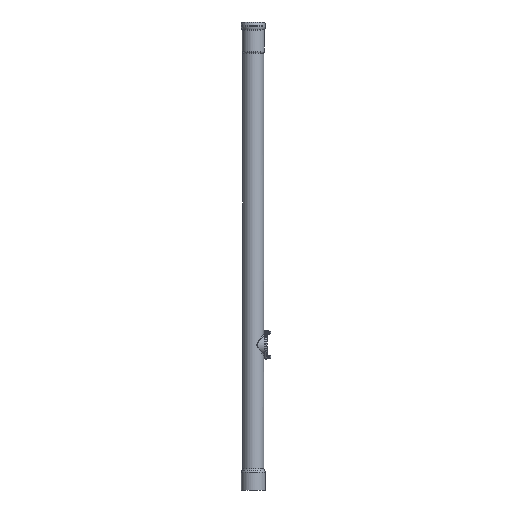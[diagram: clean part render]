
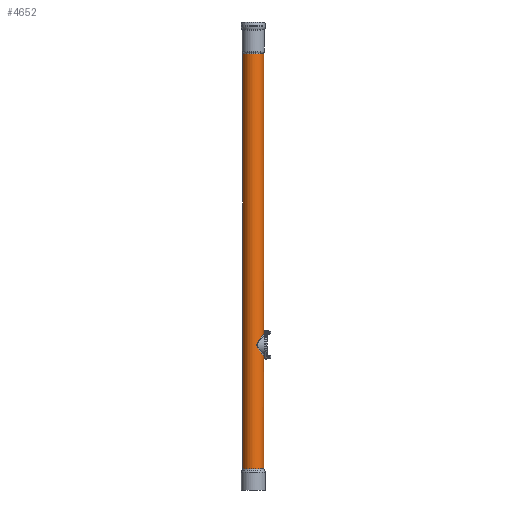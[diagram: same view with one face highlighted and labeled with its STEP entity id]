
A CAD part, left-side view. The second image highlights one B-rep face of the part: STEP entity #4652.
In plain terms, the highlighted cylindrical face has radius 445 mm (diameter 890 mm), a partial arc.
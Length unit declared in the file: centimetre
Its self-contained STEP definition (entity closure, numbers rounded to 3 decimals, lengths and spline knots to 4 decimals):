
#341=CYLINDRICAL_SURFACE('',#5232,44.5);
#407=B_SPLINE_CURVE_WITH_KNOTS('',3,(#23898,#23899,#23900,#23901,#23902,
#23903,#23904,#23905,#23906,#23907,#23908,#23909,#23910,#23911,#23912,#23913,
#23914,#23915,#23916,#23917,#23918,#23919,#23920,#23921,#23922,#23923,#23924,
#23925,#23926,#23927,#23928,#23929,#23930,#23931,#23932,#23933,#23934),
 .UNSPECIFIED.,.F.,.F.,(4,1,1,1,1,1,1,1,1,1,1,1,1,1,1,1,1,1,1,1,1,1,1,1,
1,1,1,1,1,1,1,1,1,1,4),(-214.8717,-209.7573,-205.9203,
-204.6413,-197.8199,-190.9985,-189.2932,-184.1771,
-177.3558,-170.5344,-168.829,-163.713,
-160.3023,-156.8916,-153.4809,-150.0703,
-147.7965,-145.5227,-143.2489,-140.9751,
-138.7013,-136.4275,-134.1537,-131.8799,-129.6061,
-126.1954,-122.7848,-115.9634,-109.142,
-102.3206,-95.4993,-88.6779,-81.8565,
-75.0351,-71.6217),.UNSPECIFIED.);
#668=FACE_OUTER_BOUND('',#966,.T.);
#966=EDGE_LOOP('',(#4161,#4162,#4163,#4164,#4165,#4166,#4167,#4168,#4169,
#4170,#4171,#4172,#4173));
#1296=CIRCLE('',#5233,44.5);
#1297=CIRCLE('',#5234,44.5);
#1298=CIRCLE('',#5235,44.5);
#1569=LINE('',#23875,#1805);
#1570=LINE('',#23877,#1806);
#1571=LINE('',#23879,#1807);
#1572=LINE('',#23885,#1808);
#1573=LINE('',#23887,#1809);
#1574=LINE('',#23891,#1810);
#1575=LINE('',#23893,#1811);
#1576=LINE('',#23895,#1812);
#1577=LINE('',#23897,#1813);
#1805=VECTOR('',#6611,44.5);
#1806=VECTOR('',#6612,1.);
#1807=VECTOR('',#6613,44.5);
#1808=VECTOR('',#6618,44.5);
#1809=VECTOR('',#6619,1.);
#1810=VECTOR('',#6622,1.);
#1811=VECTOR('',#6623,44.5);
#1812=VECTOR('',#6624,1.);
#1813=VECTOR('',#6625,44.5);
#2204=VERTEX_POINT('',#23873);
#2205=VERTEX_POINT('',#23874);
#2206=VERTEX_POINT('',#23876);
#2207=VERTEX_POINT('',#23878);
#2208=VERTEX_POINT('',#23880);
#2209=VERTEX_POINT('',#23882);
#2210=VERTEX_POINT('',#23884);
#2211=VERTEX_POINT('',#23886);
#2212=VERTEX_POINT('',#23888);
#2213=VERTEX_POINT('',#23890);
#2214=VERTEX_POINT('',#23892);
#2215=VERTEX_POINT('',#23894);
#2216=VERTEX_POINT('',#23896);
#2866=EDGE_CURVE('',#2204,#2205,#1569,.T.);
#2867=EDGE_CURVE('',#2206,#2204,#1570,.T.);
#2868=EDGE_CURVE('',#2207,#2206,#1571,.T.);
#2869=EDGE_CURVE('',#2207,#2208,#1296,.T.);
#2870=EDGE_CURVE('',#2208,#2209,#1297,.T.);
#2871=EDGE_CURVE('',#2210,#2209,#1572,.T.);
#2872=EDGE_CURVE('',#2210,#2211,#1573,.T.);
#2873=EDGE_CURVE('',#2212,#2211,#1298,.T.);
#2874=EDGE_CURVE('',#2213,#2212,#1574,.T.);
#2875=EDGE_CURVE('',#2214,#2213,#1575,.T.);
#2876=EDGE_CURVE('',#2215,#2214,#1576,.T.);
#2877=EDGE_CURVE('',#2216,#2215,#1577,.T.);
#2878=EDGE_CURVE('',#2205,#2216,#407,.T.);
#4161=ORIENTED_EDGE('',*,*,#2866,.F.);
#4162=ORIENTED_EDGE('',*,*,#2867,.F.);
#4163=ORIENTED_EDGE('',*,*,#2868,.F.);
#4164=ORIENTED_EDGE('',*,*,#2869,.T.);
#4165=ORIENTED_EDGE('',*,*,#2870,.T.);
#4166=ORIENTED_EDGE('',*,*,#2871,.F.);
#4167=ORIENTED_EDGE('',*,*,#2872,.T.);
#4168=ORIENTED_EDGE('',*,*,#2873,.F.);
#4169=ORIENTED_EDGE('',*,*,#2874,.F.);
#4170=ORIENTED_EDGE('',*,*,#2875,.F.);
#4171=ORIENTED_EDGE('',*,*,#2876,.F.);
#4172=ORIENTED_EDGE('',*,*,#2877,.F.);
#4173=ORIENTED_EDGE('',*,*,#2878,.F.);
#4652=ADVANCED_FACE('',(#668),#341,.T.);
#5232=AXIS2_PLACEMENT_3D('',#23872,#6609,#6610);
#5233=AXIS2_PLACEMENT_3D('',#23881,#6614,#6615);
#5234=AXIS2_PLACEMENT_3D('',#23883,#6616,#6617);
#5235=AXIS2_PLACEMENT_3D('',#23889,#6620,#6621);
#6609=DIRECTION('center_axis',(0.,0.,
-1.));
#6610=DIRECTION('ref_axis',(0.,1.,0.));
#6611=DIRECTION('',(0.,0.,-1.));
#6612=DIRECTION('',(0.,0.,-1.));
#6613=DIRECTION('',(0.,0.,-1.));
#6614=DIRECTION('center_axis',(0.,0.,
-1.));
#6615=DIRECTION('ref_axis',(0.,-1.,0.));
#6616=DIRECTION('center_axis',(0.,0.,
-1.));
#6617=DIRECTION('ref_axis',(0.,-1.,0.));
#6618=DIRECTION('',(0.,0.,1.));
#6619=DIRECTION('',(0.,0.,-1.));
#6620=DIRECTION('center_axis',(0.,0.,-1.));
#6621=DIRECTION('ref_axis',(0.,-1.,0.));
#6622=DIRECTION('',(0.,0.,-1.));
#6623=DIRECTION('',(0.,0.,-1.));
#6624=DIRECTION('',(0.,0.,-1.));
#6625=DIRECTION('',(0.,0.,-1.));
#23872=CARTESIAN_POINT('Origin',(0.,0.,
1864.6934));
#23873=CARTESIAN_POINT('',(0.,-44.5,669.));
#23874=CARTESIAN_POINT('',(0.,-44.5001,667.6001));
#23875=CARTESIAN_POINT('',(0.,-44.5,1864.6934));
#23876=CARTESIAN_POINT('',(0.,-44.5,675.));
#23877=CARTESIAN_POINT('',(0.,-44.5,1864.6934));
#23878=CARTESIAN_POINT('',(0.,-44.5,1864.6934));
#23879=CARTESIAN_POINT('',(0.,-44.5,1864.6934));
#23880=CARTESIAN_POINT('',(-44.5,0.,1864.6934));
#23881=CARTESIAN_POINT('Origin',(0.,0.,
1864.6934));
#23882=CARTESIAN_POINT('',(0.,44.5,1864.6934));
#23883=CARTESIAN_POINT('Origin',(0.,0.,
1864.6934));
#23884=CARTESIAN_POINT('',(0.,44.5,91.4241));
#23885=CARTESIAN_POINT('',(0.,44.5,1864.6934));
#23886=CARTESIAN_POINT('',(0.,44.5,91.42));
#23887=CARTESIAN_POINT('',(0.,44.5,1859.6934));
#23888=CARTESIAN_POINT('',(0.,-44.5,91.42));
#23889=CARTESIAN_POINT('Origin',(0.,0.,
91.42));
#23890=CARTESIAN_POINT('',(0.,-44.5,91.4241));
#23891=CARTESIAN_POINT('',(0.,-44.5,1859.6934));
#23892=CARTESIAN_POINT('',(0.,-44.5,565.));
#23893=CARTESIAN_POINT('',(0.,-44.5,1864.6934));
#23894=CARTESIAN_POINT('',(0.,-44.5,571.));
#23895=CARTESIAN_POINT('',(0.,-44.5,1864.6934));
#23896=CARTESIAN_POINT('',(0.,-44.4998,572.4003));
#23897=CARTESIAN_POINT('',(0.,-44.5,1864.6934));
#23898=CARTESIAN_POINT('Ctrl Pts',(0.,-44.5001,
667.6001));
#23899=CARTESIAN_POINT('Ctrl Pts',(-1.7488,-44.5001,
667.6001));
#23900=CARTESIAN_POINT('Ctrl Pts',(-4.8095,-44.3184,
667.3815));
#23901=CARTESIAN_POINT('Ctrl Pts',(-8.2188,-43.7615,
666.7101));
#23902=CARTESIAN_POINT('Ctrl Pts',(-12.1016,-42.8967,
665.6657));
#23903=CARTESIAN_POINT('Ctrl Pts',(-16.7408,-41.4023,663.8569));
#23904=CARTESIAN_POINT('Ctrl Pts',(-21.0079,-39.2987,
661.2887));
#23905=CARTESIAN_POINT('Ctrl Pts',(-24.493,-37.1979,
658.7));
#23906=CARTESIAN_POINT('Ctrl Pts',(-27.7322,-34.9265,
655.8801));
#23907=CARTESIAN_POINT('Ctrl Pts',(-31.5954,-31.4949,
651.5392));
#23908=CARTESIAN_POINT('Ctrl Pts',(-34.2209,-28.5123,
647.636));
#23909=CARTESIAN_POINT('Ctrl Pts',(-36.2699,-25.8272,
643.9873));
#23910=CARTESIAN_POINT('Ctrl Pts',(-37.638,-23.8025,641.1414));
#23911=CARTESIAN_POINT('Ctrl Pts',(-38.9914,-21.4844,
637.6475));
#23912=CARTESIAN_POINT('Ctrl Pts',(-39.983,-19.5711,
634.5166));
#23913=CARTESIAN_POINT('Ctrl Pts',(-40.8009,-17.7946,
631.2215));
#23914=CARTESIAN_POINT('Ctrl Pts',(-41.3616,-16.4298,
628.1066));
#23915=CARTESIAN_POINT('Ctrl Pts',(-41.7115,-15.5102,
625.2218));
#23916=CARTESIAN_POINT('Ctrl Pts',(-41.9011,-14.9865,
622.6444));
#23917=CARTESIAN_POINT('Ctrl Pts',(-41.9664,-14.8007,619.9976));
#23918=CARTESIAN_POINT('Ctrl Pts',(-41.9008,-14.987,
617.3509));
#23919=CARTESIAN_POINT('Ctrl Pts',(-41.711,-15.5115,
614.7737));
#23920=CARTESIAN_POINT('Ctrl Pts',(-41.411,-16.2997,
612.3013));
#23921=CARTESIAN_POINT('Ctrl Pts',(-41.0142,-17.2778,
609.937));
#23922=CARTESIAN_POINT('Ctrl Pts',(-40.5305,-18.3866,607.6731));
#23923=CARTESIAN_POINT('Ctrl Pts',(-39.8725,-19.7844,605.1344));
#23924=CARTESIAN_POINT('Ctrl Pts',(-38.993,-21.4813,
602.3573));
#23925=CARTESIAN_POINT('Ctrl Pts',(-37.4471,-24.1302,
598.3651));
#23926=CARTESIAN_POINT('Ctrl Pts',(-35.0957,-27.5191,
593.6653));
#23927=CARTESIAN_POINT('Ctrl Pts',(-31.5976,-31.4923,
588.4635));
#23928=CARTESIAN_POINT('Ctrl Pts',(-27.3841,-35.2362,583.7285));
#23929=CARTESIAN_POINT('Ctrl Pts',(-22.433,-38.5958,
579.5694));
#23930=CARTESIAN_POINT('Ctrl Pts',(-16.7447,-41.4006,
576.1451));
#23931=CARTESIAN_POINT('Ctrl Pts',(-10.3829,-43.451,
573.6635));
#23932=CARTESIAN_POINT('Ctrl Pts',(-4.6674,-44.3629,572.5651));
#23933=CARTESIAN_POINT('Ctrl Pts',(-1.1673,-44.4998,
572.4003));
#23934=CARTESIAN_POINT('Ctrl Pts',(0.,-44.4998,
572.4003));
